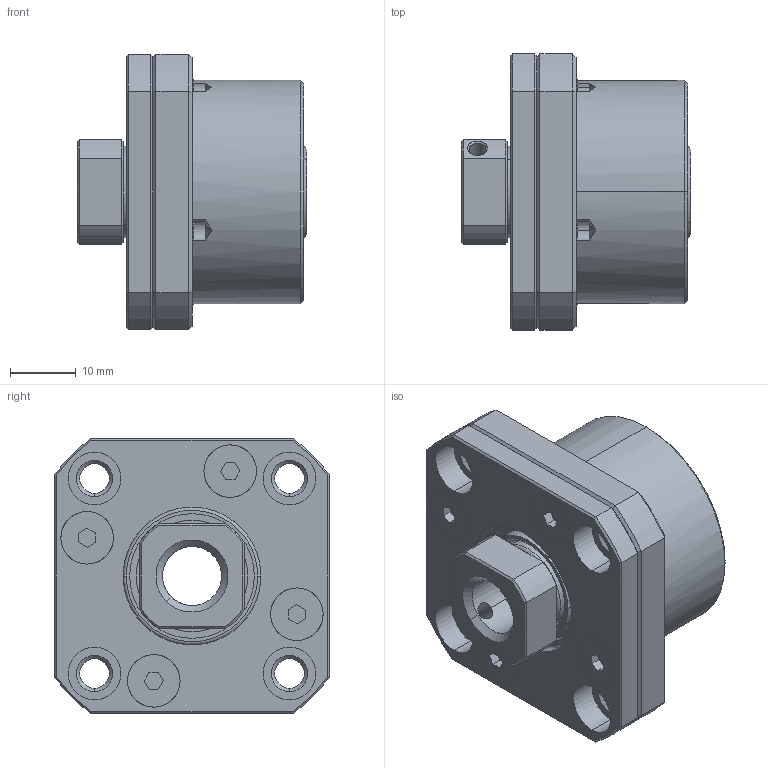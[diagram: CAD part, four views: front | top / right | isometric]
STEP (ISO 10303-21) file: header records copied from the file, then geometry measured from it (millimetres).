
FILE_DESCRIPTION (( 'STEP AP214' ), '1' );
FILE_NAME ('FKN10.step', '2020-09-08T14:36:45', ( '' ), ( '' ), 'SwSTEP 2.0', 'SolidWorks 2020', '' );
FILE_SCHEMA (( 'AUTOMOTIVE_DESIGN' ));
Length unit declared in the file: millimetre
Products named in the file (1): FKN10
Bounding box: 35 x 42 x 42 mm (x, y, z)
Volume: 26008.9 mm3; surface area: 21493.6 mm2
Topology: 25 solids, 25 shells, 439 faces, 997 edges, 571 vertices
Faces by surface type: cylinder 123, cone 108, bspline 104, plane 104
Entity records: 20363 total; most frequent: CARTESIAN_POINT 6348, ORIENTED_EDGE 1902, DIRECTION 1770, EDGE_CURVE 951, AXIS2_PLACEMENT_3D 713, VERTEX_POINT 571, EDGE_LOOP 506, UNCERTAINTY_MEASURE_WITH_UNIT 466
